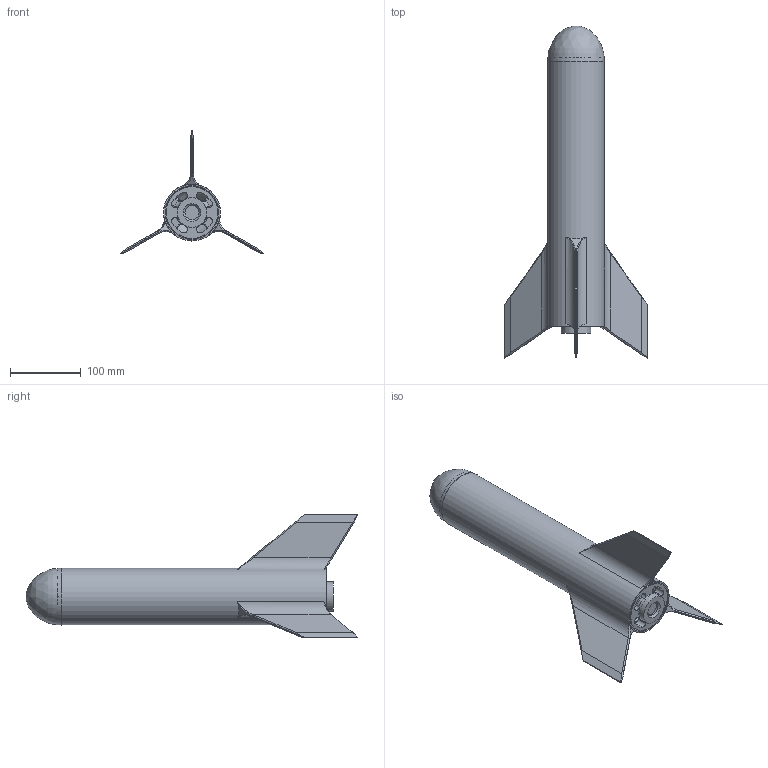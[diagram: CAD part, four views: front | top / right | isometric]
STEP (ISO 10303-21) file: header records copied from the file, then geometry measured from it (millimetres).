
FILE_DESCRIPTION(/* description */ (''),/* implementation_level */ '2;1');
FILE_NAME(/* name */ 'Assembly v12.step',/* time_stamp */ '2023-09-28T22:54:56-04:00',/* author */ (''),/* organization */ (''),/* preprocessor_version */ 'ST-DEVELOPER v20',/* originating_system */ 'Autodesk Translation Framework v12.14.0.127',/* authorisation */ '');
FILE_SCHEMA (('AUTOMOTIVE_DESIGN { 1 0 10303 214 3 1 1 }'));
Length unit declared in the file: millimetre
Products named in the file (10): Assembly; BigCardboardTube; NoseCone; LatchMech; Body; Retainer; Estes_F15-4_Motor; Fin; Fin_1; Fin_2
Assembly tree (9 placements, depth 3):
  Assembly
    BigCardboardTube
    NoseCone
    LatchMech
      Body
      Retainer
    Estes_F15-4_Motor
    Fin
    Fin_1
    Fin_2
Bounding box: 202.51 x 469.93 x 175.52 mm (x, y, z)
Volume: 580266.9 mm3; surface area: 393008.8 mm2
Topology: 8 solids, 8 shells, 346 faces, 926 edges, 568 vertices
Faces by surface type: cylinder 136, plane 82, bspline 73, torus 49, cone 6
Full cylindrical faces by diameter (mm): 20 x2, 25 x2, 29 x1, 31.5 x1, 34.132 x3, 34.97 x6, 38.703 x3, 39.439 x6, 42 x2, 70 x1, 71.2 x1, 73.2 x2, 75.2 x1, 76.2 x1, 80.2 x1
Entity records: 19435 total; most frequent: CARTESIAN_POINT 11023, ORIENTED_EDGE 1800, DIRECTION 1588, EDGE_CURVE 900, AXIS2_PLACEMENT_3D 640, VERTEX_POINT 568, EDGE_LOOP 376, FACE_OUTER_BOUND 346
